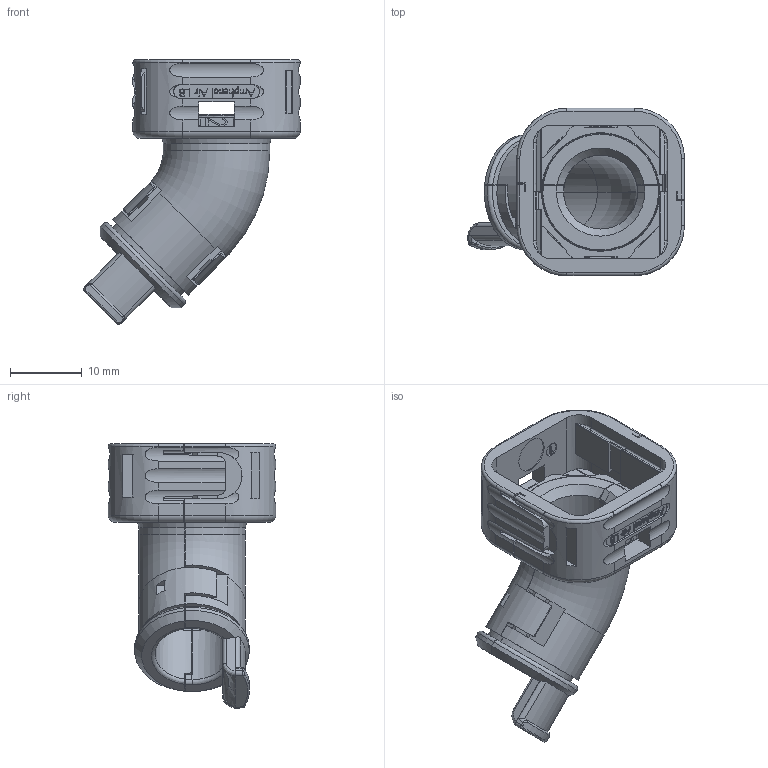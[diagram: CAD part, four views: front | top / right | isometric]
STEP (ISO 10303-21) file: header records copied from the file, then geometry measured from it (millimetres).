
FILE_DESCRIPTION((''),'2;1');
FILE_NAME('SIM2B2A15A','2019-09-18T',('presta_be4'),(''),'PRO/ENGINEER BY PARAMETRIC TECHNOLOGY CORPORATION, 2014310','PRO/ENGINEER BY PARAMETRIC TECHNOLOGY CORPORATION, 2014310','');
FILE_SCHEMA(('CONFIG_CONTROL_DESIGN'));
Length unit declared in the file: millimetre
Products named in the file (1): SIM2B2A15A
Bounding box: 30.28 x 23.4 x 36.98 mm (x, y, z)
Volume: 4381.2 mm3; surface area: 5951.6 mm2
Topology: 1 solids, 1 shells, 1339 faces, 3786 edges, 2489 vertices
Faces by surface type: plane 782, extrusion 322, cylinder 150, torus 39, bspline 34, cone 12
Entity records: 47207 total; most frequent: CARTESIAN_POINT 14116, ORIENTED_EDGE 7556, DIRECTION 5513, EDGE_CURVE 3778, VECTOR 2797, VERTEX_POINT 2489, LINE 2475, EDGE_LOOP 1405
